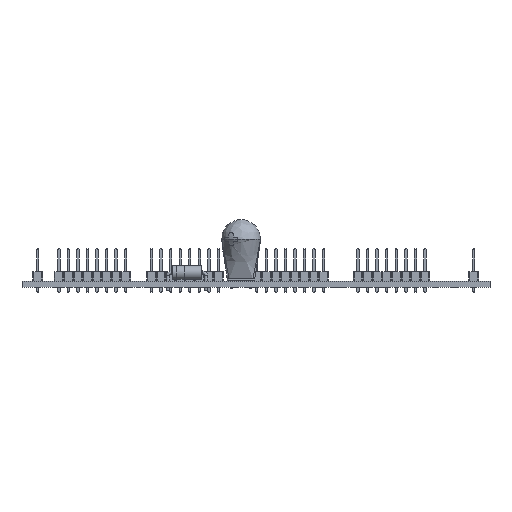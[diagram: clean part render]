
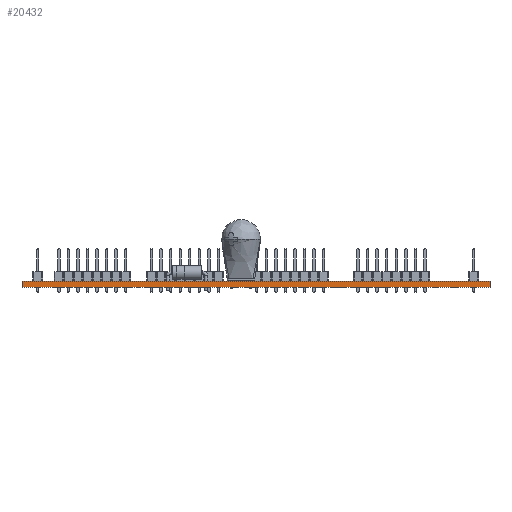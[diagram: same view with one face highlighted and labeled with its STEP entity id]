
A CAD part, front view. The second image highlights one B-rep face of the part: STEP entity #20432.
In plain terms, the highlighted planar face has unit normal (0, -1, 0).
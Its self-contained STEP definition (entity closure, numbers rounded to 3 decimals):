
#20432 = ADVANCED_FACE('',(#20433),#20447,.F.);
#20433 = FACE_BOUND('',#20434,.F.);
#20434 = EDGE_LOOP('',(#20435,#20470,#20498,#20526));
#20435 = ORIENTED_EDGE('',*,*,#20436,.T.);
#20436 = EDGE_CURVE('',#20437,#20439,#20441,.T.);
#20437 = VERTEX_POINT('',#20438);
#20438 = CARTESIAN_POINT('',(16.068,-126.114,0.));
#20439 = VERTEX_POINT('',#20440);
#20440 = CARTESIAN_POINT('',(16.068,-126.114,1.6));
#20441 = SURFACE_CURVE('',#20442,(#20446,#20458),.PCURVE_S1.);
#20442 = LINE('',#20443,#20444);
#20443 = CARTESIAN_POINT('',(16.068,-126.114,0.));
#20444 = VECTOR('',#20445,1.);
#20445 = DIRECTION('',(0.,0.,1.));
#20446 = PCURVE('',#20447,#20452);
#20447 = PLANE('',#20448);
#20448 = AXIS2_PLACEMENT_3D('',#20449,#20450,#20451);
#20449 = CARTESIAN_POINT('',(16.068,-126.114,0.));
#20450 = DIRECTION('',(0.,1.,0.));
#20451 = DIRECTION('',(1.,0.,0.));
#20452 = DEFINITIONAL_REPRESENTATION('',(#20453),#20457);
#20453 = LINE('',#20454,#20455);
#20454 = CARTESIAN_POINT('',(0.,0.));
#20455 = VECTOR('',#20456,1.);
#20456 = DIRECTION('',(0.,-1.));
#20457 = ( GEOMETRIC_REPRESENTATION_CONTEXT(2) 
PARAMETRIC_REPRESENTATION_CONTEXT() REPRESENTATION_CONTEXT('2D SPACE',''
  ) );
#20458 = PCURVE('',#20459,#20464);
#20459 = PLANE('',#20460);
#20460 = AXIS2_PLACEMENT_3D('',#20461,#20462,#20463);
#20461 = CARTESIAN_POINT('',(16.068,6.982,0.));
#20462 = DIRECTION('',(1.,0.,-0.));
#20463 = DIRECTION('',(0.,-1.,0.));
#20464 = DEFINITIONAL_REPRESENTATION('',(#20465),#20469);
#20465 = LINE('',#20466,#20467);
#20466 = CARTESIAN_POINT('',(133.096,0.));
#20467 = VECTOR('',#20468,1.);
#20468 = DIRECTION('',(0.,-1.));
#20469 = ( GEOMETRIC_REPRESENTATION_CONTEXT(2) 
PARAMETRIC_REPRESENTATION_CONTEXT() REPRESENTATION_CONTEXT('2D SPACE',''
  ) );
#20470 = ORIENTED_EDGE('',*,*,#20471,.T.);
#20471 = EDGE_CURVE('',#20439,#20472,#20474,.T.);
#20472 = VERTEX_POINT('',#20473);
#20473 = CARTESIAN_POINT('',(140.401,-126.114,1.6));
#20474 = SURFACE_CURVE('',#20475,(#20479,#20486),.PCURVE_S1.);
#20475 = LINE('',#20476,#20477);
#20476 = CARTESIAN_POINT('',(16.068,-126.114,1.6));
#20477 = VECTOR('',#20478,1.);
#20478 = DIRECTION('',(1.,0.,0.));
#20479 = PCURVE('',#20447,#20480);
#20480 = DEFINITIONAL_REPRESENTATION('',(#20481),#20485);
#20481 = LINE('',#20482,#20483);
#20482 = CARTESIAN_POINT('',(0.,-1.6));
#20483 = VECTOR('',#20484,1.);
#20484 = DIRECTION('',(1.,0.));
#20485 = ( GEOMETRIC_REPRESENTATION_CONTEXT(2) 
PARAMETRIC_REPRESENTATION_CONTEXT() REPRESENTATION_CONTEXT('2D SPACE',''
  ) );
#20486 = PCURVE('',#20487,#20492);
#20487 = PLANE('',#20488);
#20488 = AXIS2_PLACEMENT_3D('',#20489,#20490,#20491);
#20489 = CARTESIAN_POINT('',(78.234,-59.566,1.6));
#20490 = DIRECTION('',(0.,0.,1.));
#20491 = DIRECTION('',(1.,0.,-0.));
#20492 = DEFINITIONAL_REPRESENTATION('',(#20493),#20497);
#20493 = LINE('',#20494,#20495);
#20494 = CARTESIAN_POINT('',(-62.167,-66.548));
#20495 = VECTOR('',#20496,1.);
#20496 = DIRECTION('',(1.,0.));
#20497 = ( GEOMETRIC_REPRESENTATION_CONTEXT(2) 
PARAMETRIC_REPRESENTATION_CONTEXT() REPRESENTATION_CONTEXT('2D SPACE',''
  ) );
#20498 = ORIENTED_EDGE('',*,*,#20499,.F.);
#20499 = EDGE_CURVE('',#20500,#20472,#20502,.T.);
#20500 = VERTEX_POINT('',#20501);
#20501 = CARTESIAN_POINT('',(140.401,-126.114,0.));
#20502 = SURFACE_CURVE('',#20503,(#20507,#20514),.PCURVE_S1.);
#20503 = LINE('',#20504,#20505);
#20504 = CARTESIAN_POINT('',(140.401,-126.114,0.));
#20505 = VECTOR('',#20506,1.);
#20506 = DIRECTION('',(0.,0.,1.));
#20507 = PCURVE('',#20447,#20508);
#20508 = DEFINITIONAL_REPRESENTATION('',(#20509),#20513);
#20509 = LINE('',#20510,#20511);
#20510 = CARTESIAN_POINT('',(124.333,0.));
#20511 = VECTOR('',#20512,1.);
#20512 = DIRECTION('',(0.,-1.));
#20513 = ( GEOMETRIC_REPRESENTATION_CONTEXT(2) 
PARAMETRIC_REPRESENTATION_CONTEXT() REPRESENTATION_CONTEXT('2D SPACE',''
  ) );
#20514 = PCURVE('',#20515,#20520);
#20515 = PLANE('',#20516);
#20516 = AXIS2_PLACEMENT_3D('',#20517,#20518,#20519);
#20517 = CARTESIAN_POINT('',(140.401,-126.114,0.));
#20518 = DIRECTION('',(-1.,0.,0.));
#20519 = DIRECTION('',(0.,1.,0.));
#20520 = DEFINITIONAL_REPRESENTATION('',(#20521),#20525);
#20521 = LINE('',#20522,#20523);
#20522 = CARTESIAN_POINT('',(0.,0.));
#20523 = VECTOR('',#20524,1.);
#20524 = DIRECTION('',(0.,-1.));
#20525 = ( GEOMETRIC_REPRESENTATION_CONTEXT(2) 
PARAMETRIC_REPRESENTATION_CONTEXT() REPRESENTATION_CONTEXT('2D SPACE',''
  ) );
#20526 = ORIENTED_EDGE('',*,*,#20527,.F.);
#20527 = EDGE_CURVE('',#20437,#20500,#20528,.T.);
#20528 = SURFACE_CURVE('',#20529,(#20533,#20540),.PCURVE_S1.);
#20529 = LINE('',#20530,#20531);
#20530 = CARTESIAN_POINT('',(16.068,-126.114,0.));
#20531 = VECTOR('',#20532,1.);
#20532 = DIRECTION('',(1.,0.,0.));
#20533 = PCURVE('',#20447,#20534);
#20534 = DEFINITIONAL_REPRESENTATION('',(#20535),#20539);
#20535 = LINE('',#20536,#20537);
#20536 = CARTESIAN_POINT('',(0.,0.));
#20537 = VECTOR('',#20538,1.);
#20538 = DIRECTION('',(1.,0.));
#20539 = ( GEOMETRIC_REPRESENTATION_CONTEXT(2) 
PARAMETRIC_REPRESENTATION_CONTEXT() REPRESENTATION_CONTEXT('2D SPACE',''
  ) );
#20540 = PCURVE('',#20541,#20546);
#20541 = PLANE('',#20542);
#20542 = AXIS2_PLACEMENT_3D('',#20543,#20544,#20545);
#20543 = CARTESIAN_POINT('',(78.234,-59.566,0.));
#20544 = DIRECTION('',(0.,0.,1.));
#20545 = DIRECTION('',(1.,0.,-0.));
#20546 = DEFINITIONAL_REPRESENTATION('',(#20547),#20551);
#20547 = LINE('',#20548,#20549);
#20548 = CARTESIAN_POINT('',(-62.167,-66.548));
#20549 = VECTOR('',#20550,1.);
#20550 = DIRECTION('',(1.,0.));
#20551 = ( GEOMETRIC_REPRESENTATION_CONTEXT(2) 
PARAMETRIC_REPRESENTATION_CONTEXT() REPRESENTATION_CONTEXT('2D SPACE',''
  ) );
